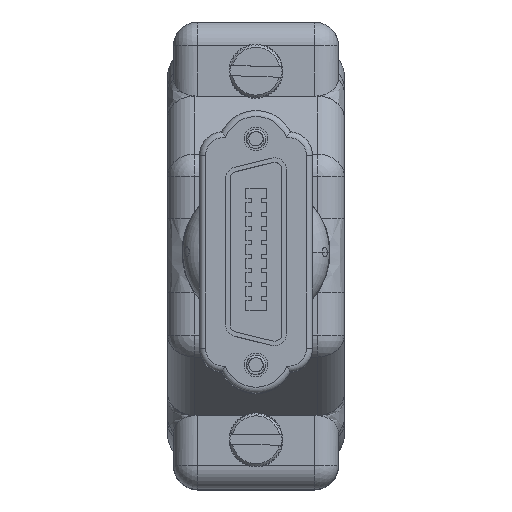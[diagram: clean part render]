
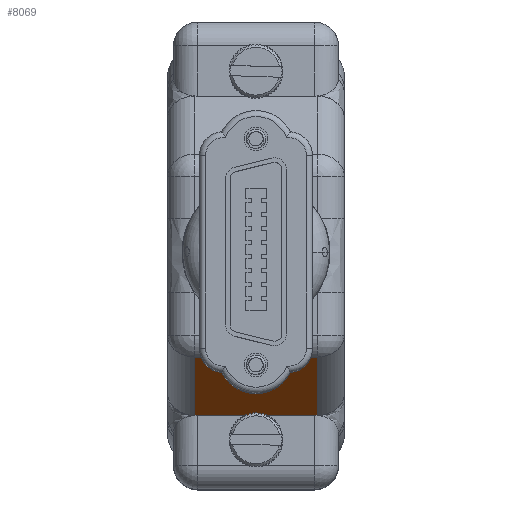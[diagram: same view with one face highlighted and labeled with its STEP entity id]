
A CAD part, top view. The second image highlights one B-rep face of the part: STEP entity #8069.
In plain terms, the highlighted face is planar.
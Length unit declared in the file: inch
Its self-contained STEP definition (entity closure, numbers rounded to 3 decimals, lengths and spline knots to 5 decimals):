
#733 = LINE ( 'NONE', #15474, #3445 ) ;
#1455 = CARTESIAN_POINT ( 'NONE',  ( -0.19883, 0.53361, -1.12 ) ) ;
#1585 =( BOUNDED_CURVE ( )  B_SPLINE_CURVE ( 3, ( #18279, #18147, #1455, #5712 ),
 .UNSPECIFIED., .F., .F. ) 
 B_SPLINE_CURVE_WITH_KNOTS ( ( 4, 4 ),
 ( 3.02023, 3.14159 ),
 .UNSPECIFIED. ) 
 CURVE ( )  GEOMETRIC_REPRESENTATION_ITEM ( )  RATIONAL_B_SPLINE_CURVE ( ( 1., 0.999, 0.999, 1. ) ) 
 REPRESENTATION_ITEM ( '' )  );
#2205 = CARTESIAN_POINT ( 'NONE',  ( -0.27559, 0.53361, -1.12 ) ) ;
#2594 = EDGE_LOOP ( 'NONE', ( #9184, #26416, #22442, #26814, #10849, #21056 ) ) ;
#2648 = DIRECTION ( 'NONE',  ( 0., -0.819, 0.574 ) ) ;
#3257 = VERTEX_POINT ( 'NONE', #25002 ) ;
#3289 = CARTESIAN_POINT ( 'NONE',  ( -0.19559, 0.53361, -1.12 ) ) ;
#3445 = VECTOR ( 'NONE', #25558, 39.37008 ) ;
#3450 = CARTESIAN_POINT ( 'NONE',  ( 0.19559, 0.53361, -1.12 ) ) ;
#3702 = CARTESIAN_POINT ( 'NONE',  ( -0.20528, 0.33939, -1.39737 ) ) ;
#5279 = EDGE_CURVE ( 'NONE', #3257, #18405, #1585, .T. ) ;
#5712 = CARTESIAN_POINT ( 'NONE',  ( -0.19559, 0.53361, -1.12 ) ) ;
#6111 = LINE ( 'NONE', #18550, #18745 ) ;
#6838 = VECTOR ( 'NONE', #11181, 39.37008 ) ;
#7535 = VECTOR ( 'NONE', #13204, 39.37008 ) ;
#8069 = ADVANCED_FACE ( 'NONE', ( #17124 ), #17391, .F. ) ;
#8652 = VERTEX_POINT ( 'NONE', #14328 ) ;
#9184 = ORIENTED_EDGE ( 'NONE', *, *, #21348, .T. ) ;
#10507 = EDGE_CURVE ( 'NONE', #21257, #8652, #733, .T. ) ;
#10849 = ORIENTED_EDGE ( 'NONE', *, *, #5279, .T. ) ;
#10949 = VERTEX_POINT ( 'NONE', #3450 ) ;
#11181 = DIRECTION ( 'NONE',  ( 0., 0.574, 0.819 ) ) ;
#11986 = CARTESIAN_POINT ( 'NONE',  ( 0.19883, 0.53361, -1.12 ) ) ;
#12260 = CARTESIAN_POINT ( 'NONE',  ( 0.20206, 0.53375, -1.1198 ) ) ;
#13204 = DIRECTION ( 'NONE',  ( 1., 0., 0. ) ) ;
#13498 = CARTESIAN_POINT ( 'NONE',  ( 0.20528, 0.53402, -1.11941 ) ) ;
#14155 = CARTESIAN_POINT ( 'NONE',  ( -0.20528, 0.60496, -1.01809 ) ) ;
#14176 = CARTESIAN_POINT ( 'NONE',  ( 0.19559, 0.53361, -1.12 ) ) ;
#14328 = CARTESIAN_POINT ( 'NONE',  ( 0.20528, 0.33939, -1.39737 ) ) ;
#15474 = CARTESIAN_POINT ( 'NONE',  ( 0.20528, 0.31252, -1.43575 ) ) ;
#16252 = CARTESIAN_POINT ( 'NONE',  ( 0.20528, 0.53402, -1.11941 ) ) ;
#17124 = FACE_OUTER_BOUND ( 'NONE', #2594, .T. ) ;
#17391 = PLANE ( 'NONE',  #25453 ) ;
#17634 = EDGE_CURVE ( 'NONE', #25177, #3257, #26587, .T. ) ;
#17680 = DIRECTION ( 'NONE',  ( 0., -0.574, -0.819 ) ) ;
#18147 = CARTESIAN_POINT ( 'NONE',  ( -0.20206, 0.53375, -1.1198 ) ) ;
#18279 = CARTESIAN_POINT ( 'NONE',  ( -0.20528, 0.53402, -1.11941 ) ) ;
#18405 = VERTEX_POINT ( 'NONE', #3289 ) ;
#18550 = CARTESIAN_POINT ( 'NONE',  ( -0.27559, 0.33939, -1.39737 ) ) ;
#18745 = VECTOR ( 'NONE', #22959, 39.37008 ) ;
#19579 =( BOUNDED_CURVE ( )  B_SPLINE_CURVE ( 3, ( #14176, #11986, #12260, #16252 ),
 .UNSPECIFIED., .F., .F. ) 
 B_SPLINE_CURVE_WITH_KNOTS ( ( 4, 4 ),
 ( 3.14159, 3.26295 ),
 .UNSPECIFIED. ) 
 CURVE ( )  GEOMETRIC_REPRESENTATION_ITEM ( )  RATIONAL_B_SPLINE_CURVE ( ( 1., 0.999, 0.999, 1. ) ) 
 REPRESENTATION_ITEM ( '' )  );
#19900 = CARTESIAN_POINT ( 'NONE',  ( -0.27559, 0.53361, -1.12 ) ) ;
#21056 = ORIENTED_EDGE ( 'NONE', *, *, #22631, .T. ) ;
#21099 = LINE ( 'NONE', #2205, #7535 ) ;
#21257 = VERTEX_POINT ( 'NONE', #13498 ) ;
#21348 = EDGE_CURVE ( 'NONE', #10949, #21257, #19579, .T. ) ;
#22442 = ORIENTED_EDGE ( 'NONE', *, *, #26864, .T. ) ;
#22631 = EDGE_CURVE ( 'NONE', #18405, #10949, #21099, .T. ) ;
#22959 = DIRECTION ( 'NONE',  ( -1., 0., 0. ) ) ;
#25002 = CARTESIAN_POINT ( 'NONE',  ( -0.20528, 0.53402, -1.11941 ) ) ;
#25177 = VERTEX_POINT ( 'NONE', #3702 ) ;
#25453 = AXIS2_PLACEMENT_3D ( 'NONE', #19900, #2648, #17680 ) ;
#25558 = DIRECTION ( 'NONE',  ( 0., -0.574, -0.819 ) ) ;
#26416 = ORIENTED_EDGE ( 'NONE', *, *, #10507, .T. ) ;
#26587 = LINE ( 'NONE', #14155, #6838 ) ;
#26814 = ORIENTED_EDGE ( 'NONE', *, *, #17634, .T. ) ;
#26864 = EDGE_CURVE ( 'NONE', #8652, #25177, #6111, .T. ) ;
